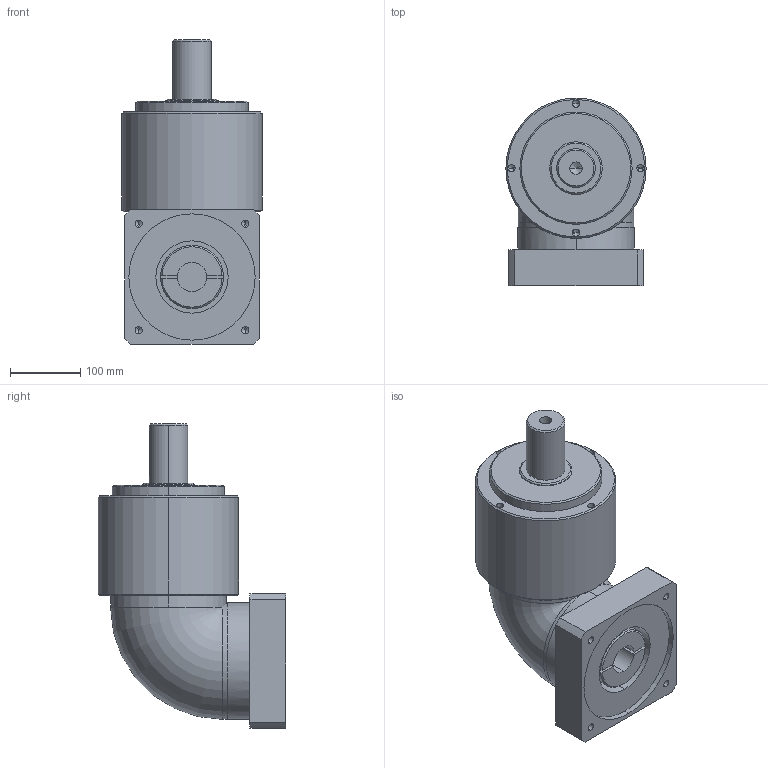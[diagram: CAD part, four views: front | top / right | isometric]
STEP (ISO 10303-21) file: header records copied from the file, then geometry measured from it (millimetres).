
FILE_DESCRIPTION (( 'STEP AP203' ), '1' );
FILE_NAME ('EVL205-L1-42-114.3-200.STEP', '2022-06-16T05:26:31', ( 'PC' ), ( 'Microsoft' ), 'SwSTEP 2.0', 'SolidWorks 2016', '' );
FILE_SCHEMA (( 'CONFIG_CONTROL_DESIGN' ));
Length unit declared in the file: millimetre
Products named in the file (1): EVL205-L1-42-114.3-200
Bounding box: 200 x 267.3 x 434.35 mm (x, y, z)
Volume: 10125025.2 mm3; surface area: 408827.3 mm2
Topology: 1 solids, 1 shells, 104 faces, 250 edges, 146 vertices
Faces by surface type: cylinder 47, cone 30, plane 26, torus 1
Entity records: 3056 total; most frequent: CARTESIAN_POINT 590, DIRECTION 543, ORIENTED_EDGE 460, EDGE_CURVE 230, AXIS2_PLACEMENT_3D 217, VERTEX_POINT 146, EDGE_LOOP 122, CIRCLE 112
